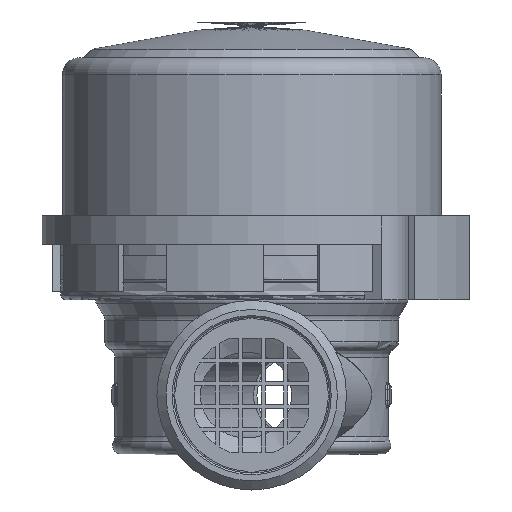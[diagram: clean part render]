
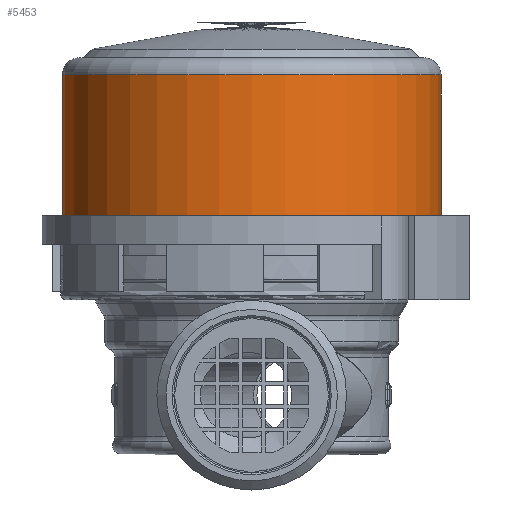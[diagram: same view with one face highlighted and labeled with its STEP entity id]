
A CAD part, left-side view. The second image highlights one B-rep face of the part: STEP entity #5453.
In plain terms, the highlighted cylindrical face has radius 33.2 mm (diameter 66.4 mm), a full revolution.
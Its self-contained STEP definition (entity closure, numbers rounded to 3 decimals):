
#5453=ADVANCED_FACE('',(#12910,#12912),#12914,.T.);
#12910=FACE_OUTER_BOUND('',#12911,.T.);
#12911=EDGE_LOOP('',(#27292));
#12912=FACE_OUTER_BOUND('',#12913,.T.);
#12913=EDGE_LOOP('',(#27293));
#12914=CYLINDRICAL_SURFACE('',#12915,33.2);
#12915=AXIS2_PLACEMENT_3D('',#12916,#12917,#12918);
#12916=CARTESIAN_POINT('',(0.,27.7,0.));
#12917=DIRECTION('',(0.,-1.,0.));
#12918=DIRECTION('',(1.,0.,0.));
#27292=ORIENTED_EDGE('',*,*,#31099,.T.);
#27293=ORIENTED_EDGE('',*,*,#31098,.F.);
#31098=EDGE_CURVE('',#35872,#35872,#35873,.T.);
#31099=EDGE_CURVE('',#35874,#35874,#35875,.T.);
#35872=VERTEX_POINT('',#47349);
#35873=CIRCLE('',#47350,33.2);
#35874=VERTEX_POINT('',#47354);
#35875=CIRCLE('',#47355,33.2);
#47349=CARTESIAN_POINT('',(33.2,2.,0.));
#47350=AXIS2_PLACEMENT_3D('',#47351,#47352,#47353);
#47351=CARTESIAN_POINT('',(0.,2.,0.));
#47352=DIRECTION('',(0.,-1.,0.));
#47353=DIRECTION('',(1.,0.,0.));
#47354=CARTESIAN_POINT('',(33.2,27.7,0.));
#47355=AXIS2_PLACEMENT_3D('',#47356,#47357,#47358);
#47356=CARTESIAN_POINT('',(0.,27.7,0.));
#47357=DIRECTION('',(0.,-1.,0.));
#47358=DIRECTION('',(1.,0.,0.));
